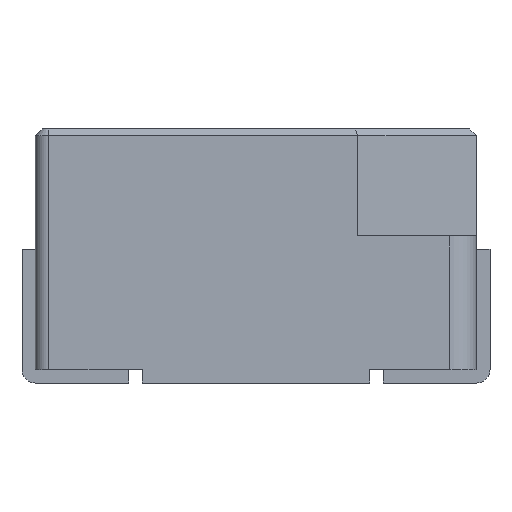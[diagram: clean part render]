
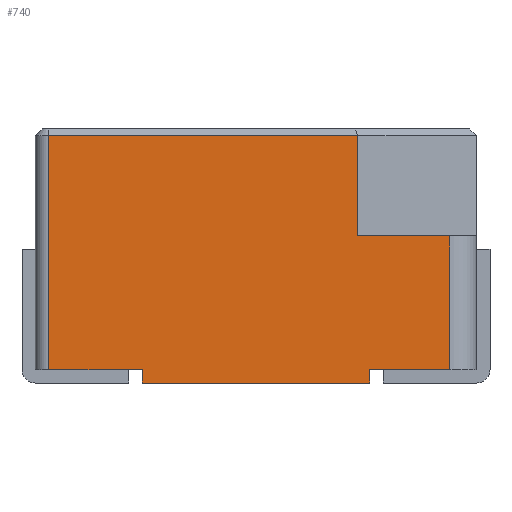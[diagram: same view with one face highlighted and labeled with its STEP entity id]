
A CAD part, left-side view. The second image highlights one B-rep face of the part: STEP entity #740.
In plain terms, the highlighted planar face has unit normal (-1, 0, 0).
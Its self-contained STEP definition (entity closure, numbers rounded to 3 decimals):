
#63=FACE_OUTER_BOUND('',#108,.T.);
#108=EDGE_LOOP('',(#531,#532,#533,#534,#535,#536,#537,#538,#539,#540));
#145=LINE('',#1080,#230);
#167=LINE('',#1137,#252);
#169=LINE('',#1141,#254);
#170=LINE('',#1143,#255);
#171=LINE('',#1145,#256);
#172=LINE('',#1147,#257);
#173=LINE('',#1149,#258);
#174=LINE('',#1151,#259);
#175=LINE('',#1153,#260);
#176=LINE('',#1154,#261);
#230=VECTOR('',#861,10.);
#252=VECTOR('',#917,10.);
#254=VECTOR('',#921,10.);
#255=VECTOR('',#922,10.);
#256=VECTOR('',#923,10.);
#257=VECTOR('',#924,10.);
#258=VECTOR('',#925,10.);
#259=VECTOR('',#926,10.);
#260=VECTOR('',#927,10.);
#261=VECTOR('',#928,10.);
#315=VERTEX_POINT('',#1077);
#316=VERTEX_POINT('',#1079);
#334=VERTEX_POINT('',#1136);
#335=VERTEX_POINT('',#1140);
#336=VERTEX_POINT('',#1142);
#337=VERTEX_POINT('',#1144);
#338=VERTEX_POINT('',#1146);
#339=VERTEX_POINT('',#1148);
#340=VERTEX_POINT('',#1150);
#341=VERTEX_POINT('',#1152);
#382=EDGE_CURVE('',#315,#316,#145,.T.);
#411=EDGE_CURVE('',#334,#316,#167,.T.);
#413=EDGE_CURVE('',#335,#315,#169,.T.);
#414=EDGE_CURVE('',#335,#336,#170,.T.);
#415=EDGE_CURVE('',#336,#337,#171,.T.);
#416=EDGE_CURVE('',#337,#338,#172,.T.);
#417=EDGE_CURVE('',#338,#339,#173,.T.);
#418=EDGE_CURVE('',#339,#340,#174,.T.);
#419=EDGE_CURVE('',#341,#340,#175,.T.);
#420=EDGE_CURVE('',#341,#334,#176,.T.);
#531=ORIENTED_EDGE('',*,*,#382,.F.);
#532=ORIENTED_EDGE('',*,*,#413,.F.);
#533=ORIENTED_EDGE('',*,*,#414,.T.);
#534=ORIENTED_EDGE('',*,*,#415,.T.);
#535=ORIENTED_EDGE('',*,*,#416,.T.);
#536=ORIENTED_EDGE('',*,*,#417,.T.);
#537=ORIENTED_EDGE('',*,*,#418,.T.);
#538=ORIENTED_EDGE('',*,*,#419,.F.);
#539=ORIENTED_EDGE('',*,*,#420,.T.);
#540=ORIENTED_EDGE('',*,*,#411,.T.);
#702=PLANE('',#808);
#740=ADVANCED_FACE('',(#63),#702,.T.);
#808=AXIS2_PLACEMENT_3D('',#1139,#919,#920);
#861=DIRECTION('',(0.,-1.,0.));
#917=DIRECTION('',(0.,0.,1.));
#919=DIRECTION('center_axis',(-1.,0.,0.));
#920=DIRECTION('ref_axis',(0.,0.,1.));
#921=DIRECTION('',(0.,0.,1.));
#922=DIRECTION('',(0.,-1.,0.));
#923=DIRECTION('',(0.,0.,-1.));
#924=DIRECTION('',(0.,-1.,0.));
#925=DIRECTION('',(0.,0.,1.));
#926=DIRECTION('',(0.,-1.,0.));
#927=DIRECTION('',(0.,0.,-1.));
#928=DIRECTION('',(0.,1.,0.));
#1077=CARTESIAN_POINT('',(-1.35,3.3,1.85));
#1079=CARTESIAN_POINT('',(-1.35,0.988,1.85));
#1080=CARTESIAN_POINT('',(-1.35,2.575,1.85));
#1136=CARTESIAN_POINT('',(-1.35,0.988,1.1));
#1137=CARTESIAN_POINT('',(-1.35,0.988,1.425));
#1139=CARTESIAN_POINT('Origin',(-1.35,1.751,0.95));
#1140=CARTESIAN_POINT('',(-1.35,3.3,0.1));
#1141=CARTESIAN_POINT('',(-1.35,3.3,0.525));
#1142=CARTESIAN_POINT('',(-1.35,2.6,0.1));
#1143=CARTESIAN_POINT('',(-1.35,2.7,0.1));
#1144=CARTESIAN_POINT('',(-1.35,2.6,0.));
#1145=CARTESIAN_POINT('',(-1.35,2.6,0.));
#1146=CARTESIAN_POINT('',(-1.35,0.9,0.));
#1147=CARTESIAN_POINT('',(-1.35,0.9,0.));
#1148=CARTESIAN_POINT('',(-1.35,0.9,0.1));
#1149=CARTESIAN_POINT('',(-1.35,0.9,0.1));
#1150=CARTESIAN_POINT('',(-1.35,0.301,0.1));
#1151=CARTESIAN_POINT('',(-1.35,2.7,0.1));
#1152=CARTESIAN_POINT('',(-1.35,0.301,1.1));
#1153=CARTESIAN_POINT('',(-1.35,0.301,1.425));
#1154=CARTESIAN_POINT('',(-1.35,1.148,1.1));
